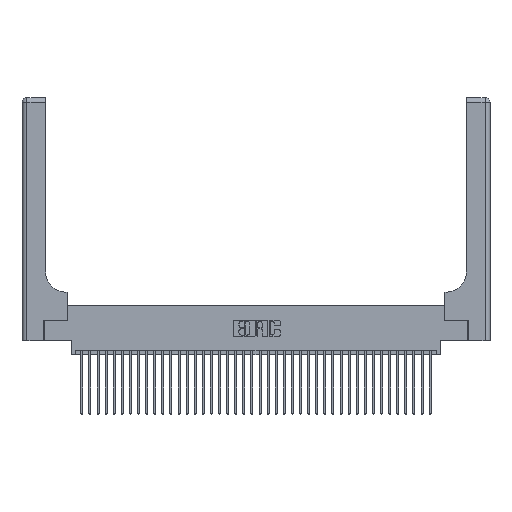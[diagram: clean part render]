
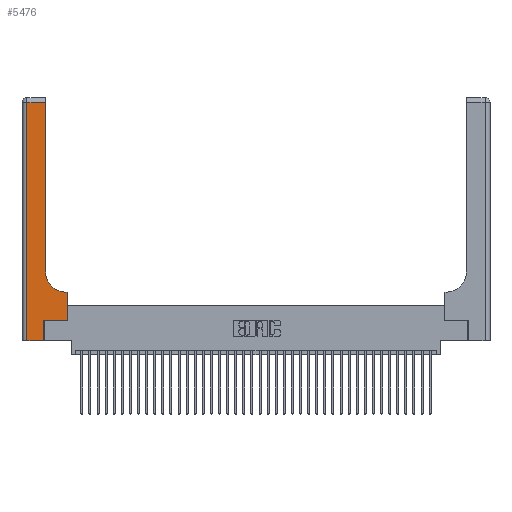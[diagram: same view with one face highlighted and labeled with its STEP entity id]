
A CAD part, top view. The second image highlights one B-rep face of the part: STEP entity #5476.
In plain terms, the highlighted planar face has unit normal (0, 0, 1).
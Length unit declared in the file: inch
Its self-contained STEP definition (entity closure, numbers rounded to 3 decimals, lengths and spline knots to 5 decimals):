
#293 = AXIS2_PLACEMENT_3D ( 'NONE', #23881, #39182, #20951 ) ;
#350 = DIRECTION ( 'NONE',  ( -1., 0., 0. ) ) ;
#678 = CARTESIAN_POINT ( 'NONE',  ( 0.5415, 0.6, 0.37 ) ) ;
#2126 = CARTESIAN_POINT ( 'NONE',  ( 0.06, 3., 0.37 ) ) ;
#2754 = ORIENTED_EDGE ( 'NONE', *, *, #6953, .T. ) ;
#3695 = CARTESIAN_POINT ( 'NONE',  ( 0.269, 0.25, 0.37 ) ) ;
#4537 = DIRECTION ( 'NONE',  ( 0., 1., 0. ) ) ;
#5220 = DIRECTION ( 'NONE',  ( 0., -1., 0. ) ) ;
#5476 = ADVANCED_FACE ( 'NONE', ( #28736 ), #36148, .F. ) ;
#5827 = EDGE_CURVE ( 'NONE', #33540, #35790, #32514, .T. ) ;
#6083 = LINE ( 'NONE', #20370, #28578 ) ;
#6242 = ORIENTED_EDGE ( 'NONE', *, *, #38008, .T. ) ;
#6771 = DIRECTION ( 'NONE',  ( 1., 0., 0. ) ) ;
#6953 = EDGE_CURVE ( 'NONE', #13428, #19517, #24777, .T. ) ;
#7960 = CARTESIAN_POINT ( 'NONE',  ( 0.06, 2.94, 0.37 ) ) ;
#8549 = EDGE_LOOP ( 'NONE', ( #23383, #15891, #8728, #13199, #2754, #29551, #6242, #32903, #13676 ) ) ;
#8728 = ORIENTED_EDGE ( 'NONE', *, *, #34209, .T. ) ;
#8730 = LINE ( 'NONE', #2126, #24985 ) ;
#8943 = EDGE_CURVE ( 'NONE', #38758, #33540, #24033, .T. ) ;
#9403 = VERTEX_POINT ( 'NONE', #32317 ) ;
#9459 = LINE ( 'NONE', #15686, #24762 ) ;
#9802 = VECTOR ( 'NONE', #6771, 39.37008 ) ;
#10612 = CARTESIAN_POINT ( 'NONE',  ( 0.2915, 0.85, 0.37 ) ) ;
#11234 = CARTESIAN_POINT ( 'NONE',  ( 0.269, 0., 0.37 ) ) ;
#11287 = DIRECTION ( 'NONE',  ( 1., 0., 0. ) ) ;
#11289 = VECTOR ( 'NONE', #16444, 39.37008 ) ;
#11788 = VECTOR ( 'NONE', #15366, 39.37008 ) ;
#11853 = CARTESIAN_POINT ( 'NONE',  ( 0.5585, 0.25, 0.37 ) ) ;
#12808 = EDGE_CURVE ( 'NONE', #9403, #13428, #6083, .T. ) ;
#13199 = ORIENTED_EDGE ( 'NONE', *, *, #12808, .T. ) ;
#13428 = VERTEX_POINT ( 'NONE', #11234 ) ;
#13676 = ORIENTED_EDGE ( 'NONE', *, *, #8943, .T. ) ;
#14234 = CARTESIAN_POINT ( 'NONE',  ( 0.269, 0.25, 0.37 ) ) ;
#15366 = DIRECTION ( 'NONE',  ( 0., 1., 0. ) ) ;
#15686 = CARTESIAN_POINT ( 'NONE',  ( 0.2915, 0.6, 0.37 ) ) ;
#15891 = ORIENTED_EDGE ( 'NONE', *, *, #38231, .T. ) ;
#16444 = DIRECTION ( 'NONE',  ( -1., 0., 0. ) ) ;
#18153 = EDGE_CURVE ( 'NONE', #19517, #29067, #26051, .T. ) ;
#18331 = CARTESIAN_POINT ( 'NONE',  ( 0.5415, 0.85, 0.37 ) ) ;
#18421 = VERTEX_POINT ( 'NONE', #7960 ) ;
#18461 = CARTESIAN_POINT ( 'NONE',  ( 0.5585, 0.25, 0.37 ) ) ;
#19517 = VERTEX_POINT ( 'NONE', #14234 ) ;
#19534 = CARTESIAN_POINT ( 'NONE',  ( 0.2915, 2.94, 0.37 ) ) ;
#20370 = CARTESIAN_POINT ( 'NONE',  ( 0., 0., 0.37 ) ) ;
#20638 = CARTESIAN_POINT ( 'NONE',  ( 0.5585, 0.6, 0.37 ) ) ;
#20868 = LINE ( 'NONE', #18461, #11788 ) ;
#20951 = DIRECTION ( 'NONE',  ( -1., 0., 0. ) ) ;
#21382 = DIRECTION ( 'NONE',  ( 1., 0., 0. ) ) ;
#23383 = ORIENTED_EDGE ( 'NONE', *, *, #5827, .T. ) ;
#23464 = VERTEX_POINT ( 'NONE', #20638 ) ;
#23881 = CARTESIAN_POINT ( 'NONE',  ( 0., 3., 0.37 ) ) ;
#24033 = CIRCLE ( 'NONE', #30433, 0.25 ) ;
#24377 = VECTOR ( 'NONE', #26252, 39.37008 ) ;
#24762 = VECTOR ( 'NONE', #350, 39.37008 ) ;
#24777 = LINE ( 'NONE', #32053, #31951 ) ;
#24985 = VECTOR ( 'NONE', #5220, 39.37008 ) ;
#26051 = LINE ( 'NONE', #3695, #9802 ) ;
#26252 = DIRECTION ( 'NONE',  ( 0., 1., 0. ) ) ;
#27529 = LINE ( 'NONE', #37754, #11289 ) ;
#28578 = VECTOR ( 'NONE', #11287, 39.37008 ) ;
#28736 = FACE_OUTER_BOUND ( 'NONE', #8549, .T. ) ;
#29067 = VERTEX_POINT ( 'NONE', #11853 ) ;
#29551 = ORIENTED_EDGE ( 'NONE', *, *, #18153, .T. ) ;
#30433 = AXIS2_PLACEMENT_3D ( 'NONE', #18331, #38576, #21382 ) ;
#31951 = VECTOR ( 'NONE', #4537, 39.37008 ) ;
#32003 = EDGE_CURVE ( 'NONE', #23464, #38758, #9459, .T. ) ;
#32053 = CARTESIAN_POINT ( 'NONE',  ( 0.269, 0., 0.37 ) ) ;
#32317 = CARTESIAN_POINT ( 'NONE',  ( 0.06, 0., 0.37 ) ) ;
#32514 = LINE ( 'NONE', #38391, #24377 ) ;
#32903 = ORIENTED_EDGE ( 'NONE', *, *, #32003, .T. ) ;
#33540 = VERTEX_POINT ( 'NONE', #10612 ) ;
#34209 = EDGE_CURVE ( 'NONE', #18421, #9403, #8730, .T. ) ;
#35790 = VERTEX_POINT ( 'NONE', #19534 ) ;
#36148 = PLANE ( 'NONE',  #293 ) ;
#37754 = CARTESIAN_POINT ( 'NONE',  ( 0., 2.94, 0.37 ) ) ;
#38008 = EDGE_CURVE ( 'NONE', #29067, #23464, #20868, .T. ) ;
#38231 = EDGE_CURVE ( 'NONE', #35790, #18421, #27529, .T. ) ;
#38391 = CARTESIAN_POINT ( 'NONE',  ( 0.2915, 3., 0.37 ) ) ;
#38576 = DIRECTION ( 'NONE',  ( 0., 0., -1. ) ) ;
#38758 = VERTEX_POINT ( 'NONE', #678 ) ;
#39182 = DIRECTION ( 'NONE',  ( 0., 0., -1. ) ) ;
